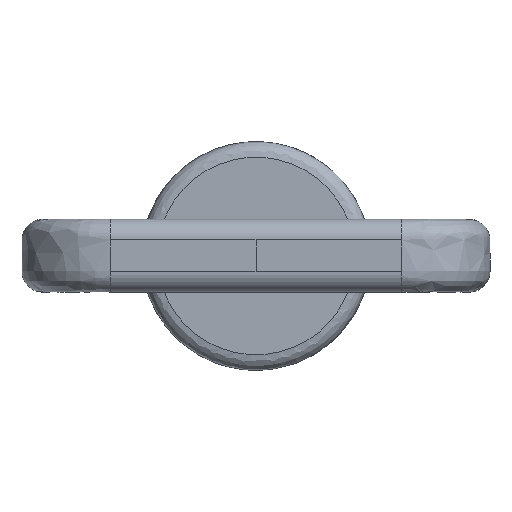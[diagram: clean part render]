
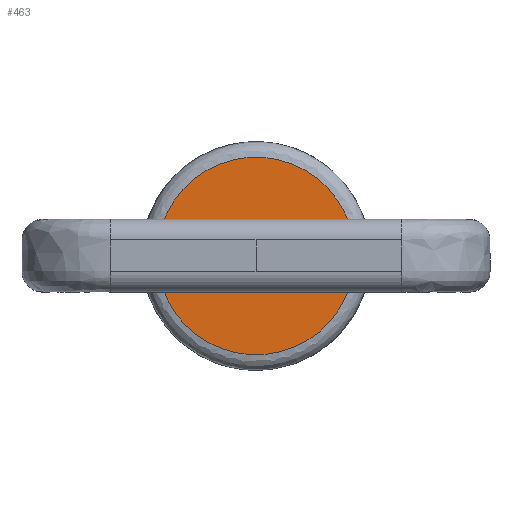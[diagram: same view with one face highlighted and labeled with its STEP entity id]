
A CAD part, top view. The second image highlights one B-rep face of the part: STEP entity #463.
In plain terms, the highlighted planar face has unit normal (0, 0, 1).
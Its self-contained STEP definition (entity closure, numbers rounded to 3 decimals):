
#20=(
BOUNDED_CURVE()
B_SPLINE_CURVE(3,(#1484,#1485,#1486,#1487,#1488,#1489,#1490,#1491,#1492,
#1493,#1494),.UNSPECIFIED.,.T.,.F.)
B_SPLINE_CURVE_WITH_KNOTS((4,1,1,1,1,1,1,1,4),(0.,7.461,14.922,
22.383,29.844,37.305,44.767,52.228,
59.689),.UNSPECIFIED.)
CURVE()
GEOMETRIC_REPRESENTATION_ITEM()
RATIONAL_B_SPLINE_CURVE((1.,1.,1.,1.,1.,1.,1.,1.,
1.,1.,1.))
REPRESENTATION_ITEM('')
);
#35=LINE('',#666,#72);
#39=LINE('',#696,#76);
#72=VECTOR('',#543,10.);
#76=VECTOR('',#555,10.);
#115=FACE_BOUND('',#168,.T.);
#140=FACE_OUTER_BOUND('',#167,.T.);
#167=EDGE_LOOP('',(#417));
#168=EDGE_LOOP('',(#418,#419,#420,#421));
#174=CIRCLE('',#489,2.5);
#176=CIRCLE('',#493,2.5);
#195=VERTEX_POINT('',#663);
#196=VERTEX_POINT('',#665);
#200=VERTEX_POINT('',#689);
#202=VERTEX_POINT('',#695);
#230=VERTEX_POINT('',#1483);
#237=EDGE_CURVE('',#195,#196,#35,.T.);
#242=EDGE_CURVE('',#196,#200,#174,.T.);
#245=EDGE_CURVE('',#200,#202,#39,.T.);
#249=EDGE_CURVE('',#202,#195,#176,.T.);
#294=EDGE_CURVE('',#230,#230,#20,.T.);
#417=ORIENTED_EDGE('',*,*,#294,.T.);
#418=ORIENTED_EDGE('',*,*,#237,.F.);
#419=ORIENTED_EDGE('',*,*,#249,.F.);
#420=ORIENTED_EDGE('',*,*,#245,.F.);
#421=ORIENTED_EDGE('',*,*,#242,.F.);
#438=PLANE('',#519);
#463=ADVANCED_FACE('',(#140,#115),#438,.T.);
#489=AXIS2_PLACEMENT_3D('',#690,#549,#550);
#493=AXIS2_PLACEMENT_3D('',#710,#561,#562);
#519=AXIS2_PLACEMENT_3D('',#1482,#641,#642);
#543=DIRECTION('',(1.,0.,0.));
#549=DIRECTION('center_axis',(0.,0.,1.));
#550=DIRECTION('ref_axis',(0.,1.,0.));
#555=DIRECTION('',(-1.,0.,0.));
#561=DIRECTION('center_axis',(0.,0.,1.));
#562=DIRECTION('ref_axis',(0.,-1.,0.));
#641=DIRECTION('center_axis',(0.,0.,1.));
#642=DIRECTION('ref_axis',(1.,0.,0.));
#663=CARTESIAN_POINT('',(-3.965,-2.5,-5.442));
#665=CARTESIAN_POINT('',(4.035,-2.5,-5.442));
#666=CARTESIAN_POINT('',(-3.965,-2.5,-5.442));
#689=CARTESIAN_POINT('',(4.035,2.5,-5.442));
#690=CARTESIAN_POINT('Origin',(4.035,0.,-5.442));
#695=CARTESIAN_POINT('',(-3.965,2.5,-5.442));
#696=CARTESIAN_POINT('',(4.035,2.5,-5.442));
#710=CARTESIAN_POINT('Origin',(-3.965,0.,-5.442));
#1482=CARTESIAN_POINT('Origin',(11.035,0.,
-5.442));
#1483=CARTESIAN_POINT('',(9.535,0.,-5.442));
#1484=CARTESIAN_POINT('Ctrl Pts',(9.535,0.,
-5.442));
#1485=CARTESIAN_POINT('Ctrl Pts',(9.548,2.485,-5.442));
#1486=CARTESIAN_POINT('Ctrl Pts',(7.479,7.447,-5.442));
#1487=CARTESIAN_POINT('Ctrl Pts',(0.037,10.535,-5.442));
#1488=CARTESIAN_POINT('Ctrl Pts',(-7.416,7.449,-5.442));
#1489=CARTESIAN_POINT('Ctrl Pts',(-10.498,0.,
-5.442));
#1490=CARTESIAN_POINT('Ctrl Pts',(-7.416,-7.449,-5.442));
#1491=CARTESIAN_POINT('Ctrl Pts',(0.037,-10.535,
-5.442));
#1492=CARTESIAN_POINT('Ctrl Pts',(7.479,-7.447,-5.442));
#1493=CARTESIAN_POINT('Ctrl Pts',(9.548,-2.485,-5.442));
#1494=CARTESIAN_POINT('Ctrl Pts',(9.535,0.,
-5.442));
